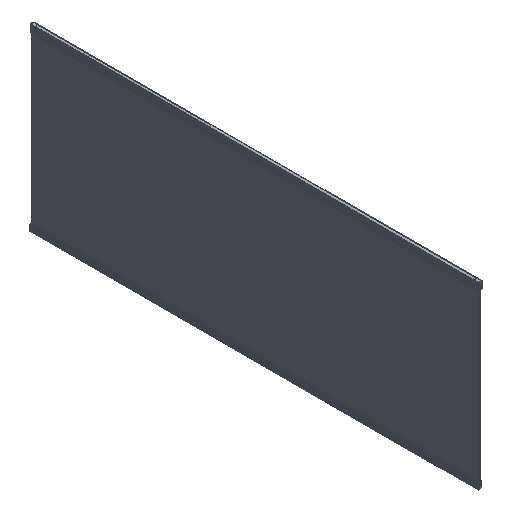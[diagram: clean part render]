
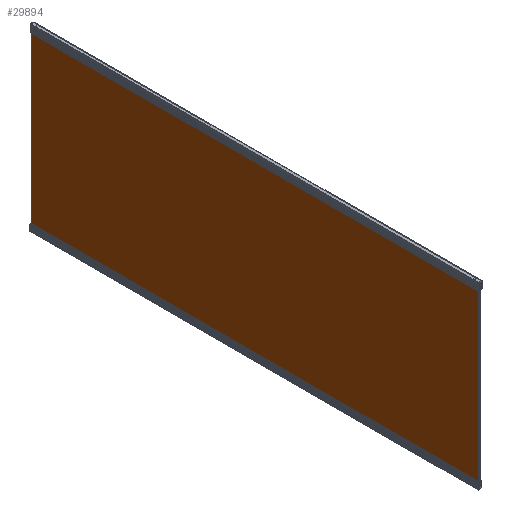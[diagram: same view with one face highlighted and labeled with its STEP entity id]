
A CAD part, isometric view. The second image highlights one B-rep face of the part: STEP entity #29894.
In plain terms, the highlighted planar face has unit normal (-1, 0, 0).
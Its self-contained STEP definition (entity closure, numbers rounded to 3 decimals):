
#23 = ORIENTED_EDGE ( 'NONE', *, *, #38052, .T. ) ;
#83 = DIRECTION ( 'NONE',  ( 0., 0., 1. ) ) ;
#1075 = CARTESIAN_POINT ( 'NONE',  ( -4., 3., -373.5 ) ) ;
#1712 = ORIENTED_EDGE ( 'NONE', *, *, #9577, .T. ) ;
#1921 = CIRCLE ( 'NONE', #40011, 2. ) ;
#1973 = DIRECTION ( 'NONE',  ( 0., 1., 0. ) ) ;
#2787 = DIRECTION ( 'NONE',  ( 0., 0., -1. ) ) ;
#3662 = AXIS2_PLACEMENT_3D ( 'NONE', #10722, #33711, #10590 ) ;
#5180 = EDGE_LOOP ( 'NONE', ( #1712, #34120, #23325, #19314, #23, #12728, #34586, #37686 ) ) ;
#5313 = CARTESIAN_POINT ( 'NONE',  ( -4., 1950., 375.5 ) ) ;
#5355 = CARTESIAN_POINT ( 'NONE',  ( -4., 1., 373.5 ) ) ;
#5568 = DIRECTION ( 'NONE',  ( 1., 0., 0. ) ) ;
#5876 = DIRECTION ( 'NONE',  ( -1., 0., 0. ) ) ;
#5890 = AXIS2_PLACEMENT_3D ( 'NONE', #35253, #5568, #2787 ) ;
#8043 = CIRCLE ( 'NONE', #28487, 2. ) ;
#8394 = EDGE_CURVE ( 'NONE', #31401, #39287, #32188, .T. ) ;
#8458 = FACE_OUTER_BOUND ( 'NONE', #5180, .T. ) ;
#8621 = CARTESIAN_POINT ( 'NONE',  ( -4., 1947., 373.5 ) ) ;
#9000 = DIRECTION ( 'NONE',  ( 0., 0., -1. ) ) ;
#9078 = EDGE_CURVE ( 'NONE', #27263, #31401, #16157, .T. ) ;
#9577 = EDGE_CURVE ( 'NONE', #39287, #14427, #18667, .T. ) ;
#10590 = DIRECTION ( 'NONE',  ( 0., 0., -1. ) ) ;
#10722 = CARTESIAN_POINT ( 'NONE',  ( -4., 1947., -373.5 ) ) ;
#11087 = CARTESIAN_POINT ( 'NONE',  ( -4., 1947., -375.5 ) ) ;
#12313 = CARTESIAN_POINT ( 'NONE',  ( -4., 3., 373.5 ) ) ;
#12728 = ORIENTED_EDGE ( 'NONE', *, *, #34897, .T. ) ;
#14014 = CARTESIAN_POINT ( 'NONE',  ( -4., 1947., 375.5 ) ) ;
#14427 = VERTEX_POINT ( 'NONE', #5355 ) ;
#15272 = DIRECTION ( 'NONE',  ( 0., 0., -1. ) ) ;
#15623 = PLANE ( 'NONE',  #5890 ) ;
#16157 = LINE ( 'NONE', #40091, #32680 ) ;
#16234 = EDGE_CURVE ( 'NONE', #35991, #16705, #35490, .T. ) ;
#16705 = VERTEX_POINT ( 'NONE', #14014 ) ;
#17864 = VECTOR ( 'NONE', #1973, 1000. ) ;
#17904 = DIRECTION ( 'NONE',  ( 0., 0., -1. ) ) ;
#18135 = CARTESIAN_POINT ( 'NONE',  ( -4., 1949., 373.5 ) ) ;
#18667 = LINE ( 'NONE', #20065, #24841 ) ;
#19314 = ORIENTED_EDGE ( 'NONE', *, *, #36348, .T. ) ;
#20065 = CARTESIAN_POINT ( 'NONE',  ( -4., 1., -376.5 ) ) ;
#21309 = LINE ( 'NONE', #38152, #40984 ) ;
#21885 = DIRECTION ( 'NONE',  ( -1., 0., 0. ) ) ;
#23325 = ORIENTED_EDGE ( 'NONE', *, *, #16234, .T. ) ;
#24716 = AXIS2_PLACEMENT_3D ( 'NONE', #1075, #27387, #17904 ) ;
#24785 = EDGE_CURVE ( 'NONE', #14427, #35991, #1921, .T. ) ;
#24841 = VECTOR ( 'NONE', #83, 1000. ) ;
#25264 = DIRECTION ( 'NONE',  ( 0., 0., -1. ) ) ;
#26734 = VERTEX_POINT ( 'NONE', #36291 ) ;
#27263 = VERTEX_POINT ( 'NONE', #11087 ) ;
#27387 = DIRECTION ( 'NONE',  ( -1., 0., 0. ) ) ;
#28487 = AXIS2_PLACEMENT_3D ( 'NONE', #8621, #21885, #15272 ) ;
#29894 = ADVANCED_FACE ( 'NONE', ( #8458 ), #15623, .F. ) ;
#31362 = CARTESIAN_POINT ( 'NONE',  ( -4., 1., -373.5 ) ) ;
#31401 = VERTEX_POINT ( 'NONE', #34716 ) ;
#32188 = CIRCLE ( 'NONE', #24716, 2. ) ;
#32680 = VECTOR ( 'NONE', #33694, 1000. ) ;
#33459 = CIRCLE ( 'NONE', #3662, 2. ) ;
#33694 = DIRECTION ( 'NONE',  ( 0., -1., 0. ) ) ;
#33711 = DIRECTION ( 'NONE',  ( -1., 0., 0. ) ) ;
#34120 = ORIENTED_EDGE ( 'NONE', *, *, #24785, .T. ) ;
#34586 = ORIENTED_EDGE ( 'NONE', *, *, #9078, .T. ) ;
#34716 = CARTESIAN_POINT ( 'NONE',  ( -4., 3., -375.5 ) ) ;
#34897 = EDGE_CURVE ( 'NONE', #26734, #27263, #33459, .T. ) ;
#35253 = CARTESIAN_POINT ( 'NONE',  ( -4., 1950., -376.5 ) ) ;
#35490 = LINE ( 'NONE', #5313, #17864 ) ;
#35655 = CARTESIAN_POINT ( 'NONE',  ( -4., 3., 375.5 ) ) ;
#35991 = VERTEX_POINT ( 'NONE', #35655 ) ;
#36291 = CARTESIAN_POINT ( 'NONE',  ( -4., 1949., -373.5 ) ) ;
#36348 = EDGE_CURVE ( 'NONE', #16705, #40985, #8043, .T. ) ;
#37686 = ORIENTED_EDGE ( 'NONE', *, *, #8394, .T. ) ;
#38052 = EDGE_CURVE ( 'NONE', #40985, #26734, #21309, .T. ) ;
#38152 = CARTESIAN_POINT ( 'NONE',  ( -4., 1949., -373.5 ) ) ;
#39287 = VERTEX_POINT ( 'NONE', #31362 ) ;
#40011 = AXIS2_PLACEMENT_3D ( 'NONE', #12313, #5876, #9000 ) ;
#40091 = CARTESIAN_POINT ( 'NONE',  ( -4., 1950., -375.5 ) ) ;
#40984 = VECTOR ( 'NONE', #25264, 1000. ) ;
#40985 = VERTEX_POINT ( 'NONE', #18135 ) ;
